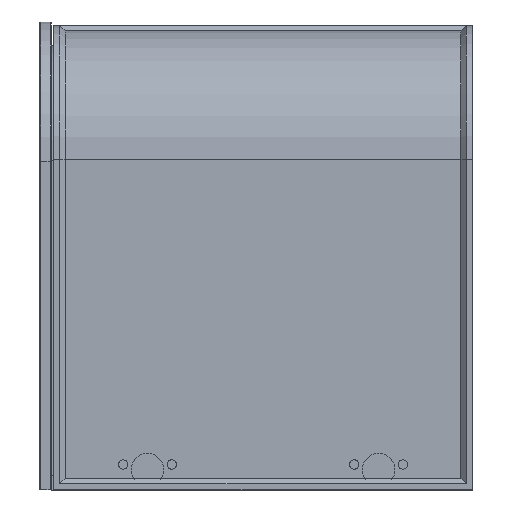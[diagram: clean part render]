
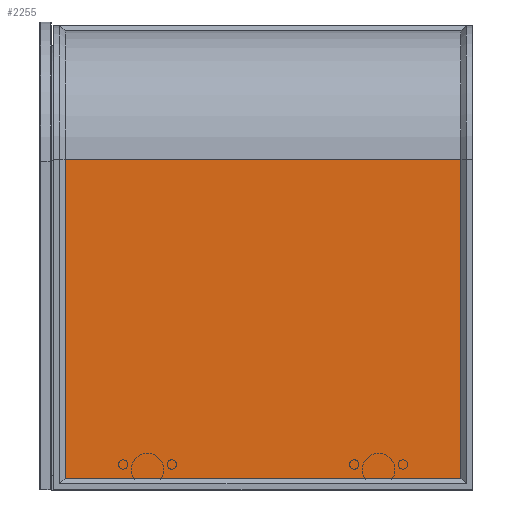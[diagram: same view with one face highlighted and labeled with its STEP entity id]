
A CAD part, left-side view. The second image highlights one B-rep face of the part: STEP entity #2255.
In plain terms, the highlighted planar face has unit normal (-1, 0, 0).
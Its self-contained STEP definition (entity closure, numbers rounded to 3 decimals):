
#54 = ORIENTED_EDGE ( 'NONE', *, *, #10028, .T. ) ;
#76 = CARTESIAN_POINT ( 'NONE',  ( -77.5, 435., -236. ) ) ;
#751 = EDGE_CURVE ( 'NONE', #8928, #10273, #7172, .T. ) ;
#862 = DIRECTION ( 'NONE',  ( 0., -1., 0. ) ) ;
#965 = LINE ( 'NONE', #8149, #6124 ) ;
#1919 = CARTESIAN_POINT ( 'NONE',  ( -77.5, 435., -241.5 ) ) ;
#1934 = AXIS2_PLACEMENT_3D ( 'NONE', #6370, #9967, #3541 ) ;
#2085 = ORIENTED_EDGE ( 'NONE', *, *, #2736, .T. ) ;
#2255 = ADVANCED_FACE ( 'NONE', ( #10844 ), #3602, .T. ) ;
#2736 = EDGE_CURVE ( 'NONE', #4887, #5999, #8377, .T. ) ;
#3541 = DIRECTION ( 'NONE',  ( 0., 0., 1. ) ) ;
#3543 = EDGE_LOOP ( 'NONE', ( #2085, #54, #10932, #11097 ) ) ;
#3602 = PLANE ( 'NONE',  #1934 ) ;
#3694 = DIRECTION ( 'NONE',  ( 0., 0., 1. ) ) ;
#4887 = VERTEX_POINT ( 'NONE', #76 ) ;
#5999 = VERTEX_POINT ( 'NONE', #10277 ) ;
#6124 = VECTOR ( 'NONE', #3694, 1000. ) ;
#6370 = CARTESIAN_POINT ( 'NONE',  ( -77.5, 961.831, -241.5 ) ) ;
#7172 = LINE ( 'NONE', #8888, #8819 ) ;
#7204 = VECTOR ( 'NONE', #8004, 1000. ) ;
#7604 = CARTESIAN_POINT ( 'NONE',  ( -77.5, 12., 105. ) ) ;
#8004 = DIRECTION ( 'NONE',  ( 0., 0., -1. ) ) ;
#8060 = LINE ( 'NONE', #1919, #7204 ) ;
#8149 = CARTESIAN_POINT ( 'NONE',  ( -77.5, 12., 105. ) ) ;
#8377 = LINE ( 'NONE', #11049, #10215 ) ;
#8819 = VECTOR ( 'NONE', #862, 1000. ) ;
#8888 = CARTESIAN_POINT ( 'NONE',  ( -77.5, 961.831, 105. ) ) ;
#8928 = VERTEX_POINT ( 'NONE', #10139 ) ;
#9967 = DIRECTION ( 'NONE',  ( -1., 0., 0. ) ) ;
#10028 = EDGE_CURVE ( 'NONE', #5999, #10273, #965, .T. ) ;
#10139 = CARTESIAN_POINT ( 'NONE',  ( -77.5, 435., 105. ) ) ;
#10215 = VECTOR ( 'NONE', #11286, 1000. ) ;
#10273 = VERTEX_POINT ( 'NONE', #7604 ) ;
#10277 = CARTESIAN_POINT ( 'NONE',  ( -77.5, 12., -236. ) ) ;
#10844 = FACE_OUTER_BOUND ( 'NONE', #3543, .T. ) ;
#10932 = ORIENTED_EDGE ( 'NONE', *, *, #751, .F. ) ;
#11049 = CARTESIAN_POINT ( 'NONE',  ( -77.5, 6.5, -236. ) ) ;
#11097 = ORIENTED_EDGE ( 'NONE', *, *, #11535, .T. ) ;
#11286 = DIRECTION ( 'NONE',  ( 0., -1., 0. ) ) ;
#11535 = EDGE_CURVE ( 'NONE', #8928, #4887, #8060, .T. ) ;
